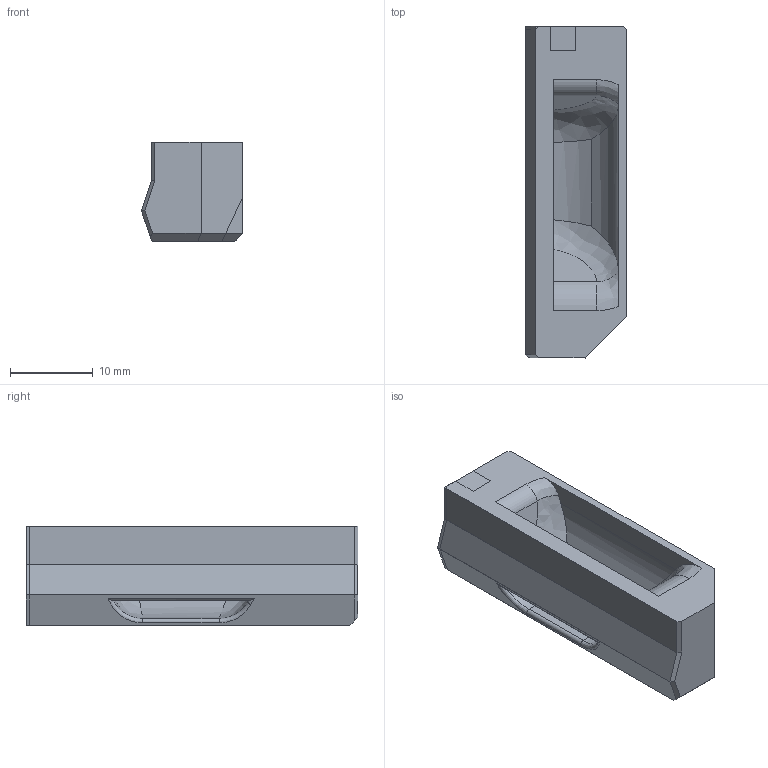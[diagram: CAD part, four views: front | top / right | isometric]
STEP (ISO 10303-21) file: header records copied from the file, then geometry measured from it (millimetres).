
FILE_DESCRIPTION(/* description */ (''),/* implementation_level */ '2;1');
FILE_NAME(/* name */ 'Rapid_Burner_v0.2_v6 v41.step',/* time_stamp */ '2023-04-29T15:39:08+01:00',/* author */ (''),/* organization */ (''),/* preprocessor_version */ 'ST-DEVELOPER v19.2',/* originating_system */ 'Autodesk Translation Framework v12.4.0.73',/* authorisation */ '');
FILE_SCHEMA (('AUTOMOTIVE_DESIGN { 1 0 10303 214 3 1 1 }'));
Length unit declared in the file: millimetre
Products named in the file (7): Rapid_Burner_v0.2_v6; Cowl; Ducts (3); Duct_Left; Duct_Right; Klicky (1); SlideSwipe (1)
Assembly tree (6 placements, depth 5):
  Rapid_Burner_v0.2_v6
    Cowl
      Ducts (3)
        Duct_Left
        Duct_Right
          Klicky (1)
          SlideSwipe (1)
Bounding box: 12.2 x 40 x 12 mm (x, y, z)
Surface area: 5277.3 mm2
Topology: 2 solids, 2 shells, 108 faces, 297 edges, 189 vertices
Faces by surface type: plane 67, cylinder 23, bspline 13, cone 5
Full cylindrical faces by diameter (mm): 2.2 x2, 4.7 x1, 6.2 x2
Entity records: 4234 total; most frequent: CARTESIAN_POINT 1420, ORIENTED_EDGE 594, DIRECTION 515, EDGE_CURVE 297, LINE 189, VECTOR 189, VERTEX_POINT 189, AXIS2_PLACEMENT_3D 163
